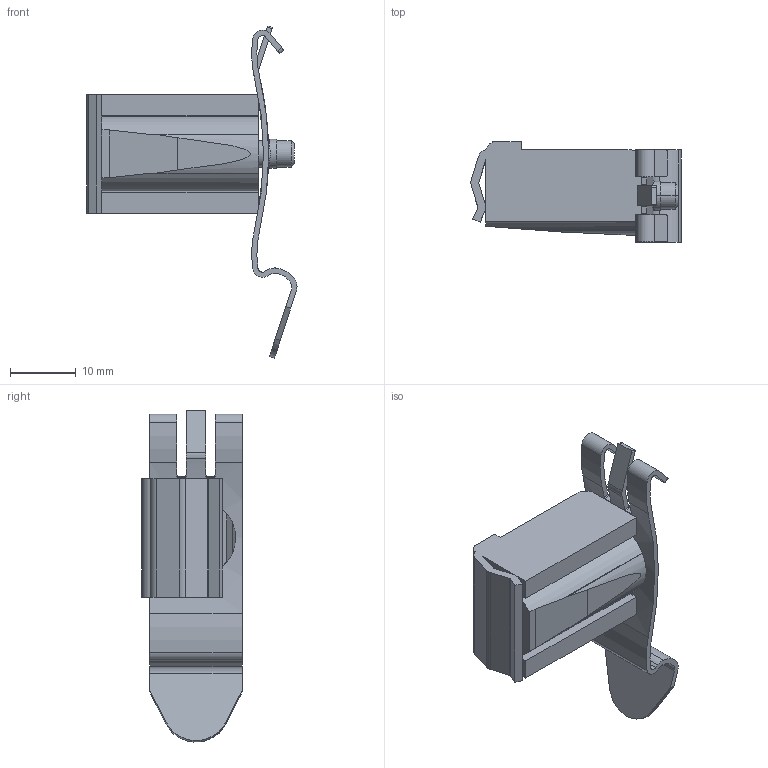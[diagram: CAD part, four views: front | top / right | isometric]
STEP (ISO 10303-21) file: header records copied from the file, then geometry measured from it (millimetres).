
FILE_DESCRIPTION((''),'2;1');
FILE_NAME('ASM0001_ASM','2022-06-16T',('Administrator'),(''),'PRO/ENGINEER BY PARAMETRIC TECHNOLOGY CORPORATION, 2013230','PRO/ENGINEER BY PARAMETRIC TECHNOLOGY CORPORATION, 2013230','');
FILE_SCHEMA(('AUTOMOTIVE_DESIGN { 1 0 10303 214 1 1 1 1 }'));
Length unit declared in the file: millimetre
Products named in the file (1): ASM0001_ASM
Bounding box: 31.89 x 15.2 x 50.38 mm (x, y, z)
Volume: 5838.2 mm3; surface area: 4079.6 mm2
Topology: 1 solids, 1 shells, 106 faces, 322 edges, 218 vertices
Faces by surface type: cylinder 51, plane 49, bspline 4, cone 2
Entity records: 4149 total; most frequent: CARTESIAN_POINT 1124, ORIENTED_EDGE 644, DIRECTION 620, EDGE_CURVE 322, AXIS2_PLACEMENT_3D 223, VERTEX_POINT 220, VECTOR 174, LINE 174
